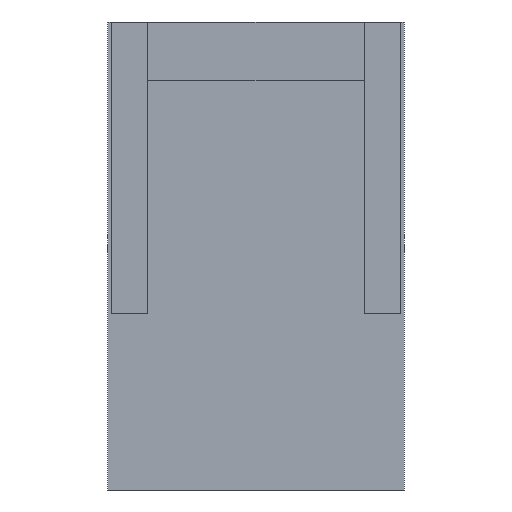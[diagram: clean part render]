
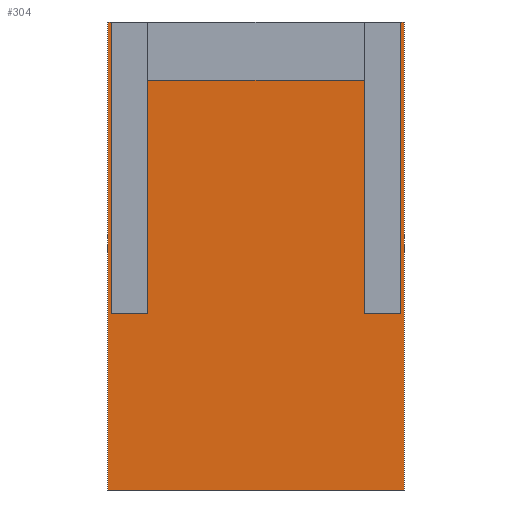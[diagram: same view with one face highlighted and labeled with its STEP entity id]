
A CAD part, front view. The second image highlights one B-rep face of the part: STEP entity #304.
In plain terms, the highlighted planar face has unit normal (0, -1, 0).
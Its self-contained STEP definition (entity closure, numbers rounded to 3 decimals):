
#304 = ADVANCED_FACE( '', ( #649 ), #650, .T. );
#649 = FACE_OUTER_BOUND( '', #1023, .T. );
#650 = PLANE( '', #1024 );
#1023 = EDGE_LOOP( '', ( #1865, #1866, #1867, #1868, #1869, #1870, #1871, #1872, #1873, #1874, #1875, #1876 ) );
#1024 = AXIS2_PLACEMENT_3D( '', #1877, #1878, #1879 );
#1865 = ORIENTED_EDGE( '', *, *, #2416, .T. );
#1866 = ORIENTED_EDGE( '', *, *, #2560, .F. );
#1867 = ORIENTED_EDGE( '', *, *, #2410, .F. );
#1868 = ORIENTED_EDGE( '', *, *, #2400, .F. );
#1869 = ORIENTED_EDGE( '', *, *, #2542, .T. );
#1870 = ORIENTED_EDGE( '', *, *, #2336, .F. );
#1871 = ORIENTED_EDGE( '', *, *, #2457, .F. );
#1872 = ORIENTED_EDGE( '', *, *, #2256, .T. );
#1873 = ORIENTED_EDGE( '', *, *, #2541, .T. );
#1874 = ORIENTED_EDGE( '', *, *, #2617, .F. );
#1875 = ORIENTED_EDGE( '', *, *, #2618, .F. );
#1876 = ORIENTED_EDGE( '', *, *, #2619, .F. );
#1877 = CARTESIAN_POINT( '', ( 4.07, -2.5, -6.425 ) );
#1878 = DIRECTION( '', ( 0., -1., 0. ) );
#1879 = DIRECTION( '', ( 0., 0., -1. ) );
#2256 = EDGE_CURVE( '', #2689, #2690, #2691, .T. );
#2336 = EDGE_CURVE( '', #2829, #2830, #2831, .T. );
#2400 = EDGE_CURVE( '', #2935, #2936, #2937, .T. );
#2410 = EDGE_CURVE( '', #2936, #2953, #2954, .T. );
#2416 = EDGE_CURVE( '', #2964, #2962, #2965, .T. );
#2457 = EDGE_CURVE( '', #2689, #2829, #3034, .T. );
#2541 = EDGE_CURVE( '', #2690, #3164, #3166, .T. );
#2542 = EDGE_CURVE( '', #2935, #2830, #3167, .T. );
#2560 = EDGE_CURVE( '', #2953, #2962, #3189, .T. );
#2617 = EDGE_CURVE( '', #3252, #3164, #3253, .T. );
#2618 = EDGE_CURVE( '', #3254, #3252, #3255, .T. );
#2619 = EDGE_CURVE( '', #2964, #3254, #3256, .T. );
#2689 = VERTEX_POINT( '', #3330 );
#2690 = VERTEX_POINT( '', #3331 );
#2691 = LINE( '', #3332, #3333 );
#2829 = VERTEX_POINT( '', #3534 );
#2830 = VERTEX_POINT( '', #3535 );
#2831 = LINE( '', #3536, #3537 );
#2935 = VERTEX_POINT( '', #3690 );
#2936 = VERTEX_POINT( '', #3691 );
#2937 = LINE( '', #3692, #3693 );
#2953 = VERTEX_POINT( '', #3716 );
#2954 = LINE( '', #3717, #3718 );
#2962 = VERTEX_POINT( '', #3729 );
#2964 = VERTEX_POINT( '', #3732 );
#2965 = LINE( '', #3733, #3734 );
#3034 = LINE( '', #3839, #3840 );
#3164 = VERTEX_POINT( '', #4044 );
#3166 = LINE( '', #4047, #4048 );
#3167 = LINE( '', #4049, #4050 );
#3189 = LINE( '', #4083, #4084 );
#3252 = VERTEX_POINT( '', #4183 );
#3253 = LINE( '', #4184, #4185 );
#3254 = VERTEX_POINT( '', #4186 );
#3255 = LINE( '', #4187, #4188 );
#3256 = LINE( '', #4189, #4190 );
#3330 = CARTESIAN_POINT( '', ( 4.07, -2.5, -6.425 ) );
#3331 = CARTESIAN_POINT( '', ( 4.07, -2.5, 6.425 ) );
#3332 = CARTESIAN_POINT( '', ( 4.07, -2.5, -6.425 ) );
#3333 = VECTOR( '', #4288, 1000. );
#3534 = CARTESIAN_POINT( '', ( -4.07, -2.5, -6.425 ) );
#3535 = CARTESIAN_POINT( '', ( -4.07, -2.5, 6.425 ) );
#3536 = CARTESIAN_POINT( '', ( -4.07, -2.5, -6.425 ) );
#3537 = VECTOR( '', #4352, 1000. );
#3690 = CARTESIAN_POINT( '', ( -3.97, -2.5, 6.425 ) );
#3691 = CARTESIAN_POINT( '', ( -3.97, -2.5, -1.575 ) );
#3692 = CARTESIAN_POINT( '', ( -3.97, -2.5, 6.425 ) );
#3693 = VECTOR( '', #4402, 1000. );
#3716 = CARTESIAN_POINT( '', ( -2.97, -2.5, -1.575 ) );
#3717 = CARTESIAN_POINT( '', ( -3.97, -2.5, -1.575 ) );
#3718 = VECTOR( '', #4410, 1000. );
#3729 = CARTESIAN_POINT( '', ( -2.97, -2.5, 4.825 ) );
#3732 = CARTESIAN_POINT( '', ( 2.97, -2.5, 4.825 ) );
#3733 = CARTESIAN_POINT( '', ( 2.97, -2.5, 4.825 ) );
#3734 = VECTOR( '', #4415, 1000. );
#3839 = CARTESIAN_POINT( '', ( 4.07, -2.5, -6.425 ) );
#3840 = VECTOR( '', #4452, 1000. );
#4044 = CARTESIAN_POINT( '', ( 3.97, -2.5, 6.425 ) );
#4047 = CARTESIAN_POINT( '', ( 4.07, -2.5, 6.425 ) );
#4048 = VECTOR( '', #4528, 1000. );
#4049 = CARTESIAN_POINT( '', ( 4.07, -2.5, 6.425 ) );
#4050 = VECTOR( '', #4529, 1000. );
#4083 = CARTESIAN_POINT( '', ( -2.97, -2.5, -1.575 ) );
#4084 = VECTOR( '', #4541, 1000. );
#4183 = CARTESIAN_POINT( '', ( 3.97, -2.5, -1.575 ) );
#4184 = CARTESIAN_POINT( '', ( 3.97, -2.5, -1.575 ) );
#4185 = VECTOR( '', #4578, 1000. );
#4186 = CARTESIAN_POINT( '', ( 2.97, -2.5, -1.575 ) );
#4187 = CARTESIAN_POINT( '', ( 2.97, -2.5, -1.575 ) );
#4188 = VECTOR( '', #4579, 1000. );
#4189 = CARTESIAN_POINT( '', ( 2.97, -2.5, 6.425 ) );
#4190 = VECTOR( '', #4580, 1000. );
#4288 = DIRECTION( '', ( 0., 0., 1. ) );
#4352 = DIRECTION( '', ( 0., 0., 1. ) );
#4402 = DIRECTION( '', ( 0., 0., -1. ) );
#4410 = DIRECTION( '', ( 1., 0., 0. ) );
#4415 = DIRECTION( '', ( -1., 0., 0. ) );
#4452 = DIRECTION( '', ( -1., 0., 0. ) );
#4528 = DIRECTION( '', ( -1., 0., 0. ) );
#4529 = DIRECTION( '', ( -1., 0., 0. ) );
#4541 = DIRECTION( '', ( 0., 0., 1. ) );
#4578 = DIRECTION( '', ( 0., 0., 1. ) );
#4579 = DIRECTION( '', ( 1., 0., 0. ) );
#4580 = DIRECTION( '', ( 0., 0., -1. ) );
